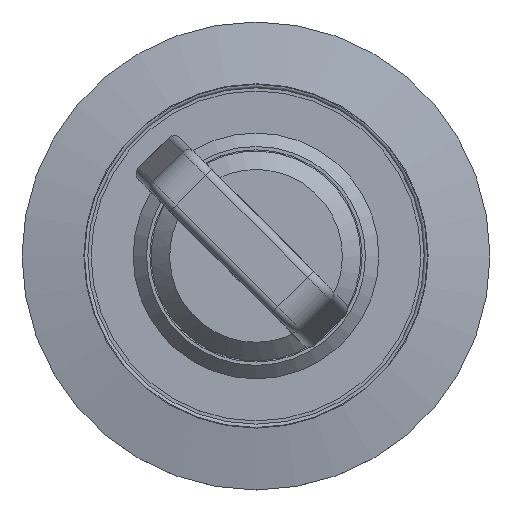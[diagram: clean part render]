
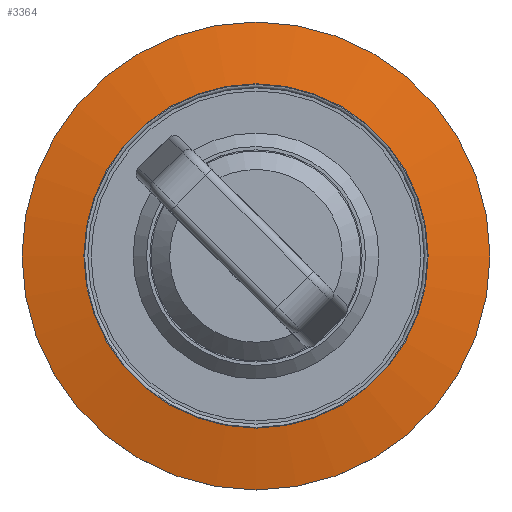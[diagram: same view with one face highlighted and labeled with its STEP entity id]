
A CAD part, top view. The second image highlights one B-rep face of the part: STEP entity #3364.
In plain terms, the highlighted conical face has half-angle 78.5 degrees and reference radius 12.107 mm.
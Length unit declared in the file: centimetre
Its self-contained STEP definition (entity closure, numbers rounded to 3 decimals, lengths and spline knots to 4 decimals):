
#62=CONICAL_SURFACE($,#3777,1.2107,78.5);
#166=FACE_BOUND($,#902,.T.);
#340=CIRCLE($,#3693,1.0264);
#379=CIRCLE($,#3778,1.395);
#651=FACE_OUTER_BOUND($,#901,.T.);
#901=EDGE_LOOP($,(#3029));
#902=EDGE_LOOP($,(#3030));
#1569=VERTEX_POINT($,#8281);
#1646=VERTEX_POINT($,#10373);
#2003=EDGE_CURVE($,#1569,#1569,#340,.T.);
#2120=EDGE_CURVE($,#1646,#1646,#379,.T.);
#3029=ORIENTED_EDGE($,*,*,#2120,.F.);
#3030=ORIENTED_EDGE($,*,*,#2003,.T.);
#3364=ADVANCED_FACE($,(#651,#166),#62,.T.);
#3693=AXIS2_PLACEMENT_3D($,#8282,#4599,#4600);
#3777=AXIS2_PLACEMENT_3D($,#10372,#4807,#4808);
#3778=AXIS2_PLACEMENT_3D($,#10374,#4809,#4810);
#4599=DIRECTION('center_axis',(0.,0.,
-1.));
#4600=DIRECTION('ref_axis',(0.,1.,0.));
#4807=DIRECTION('center_axis',(0.,0.,
-1.));
#4808=DIRECTION('ref_axis',(0.,1.,0.));
#4809=DIRECTION('center_axis',(0.,0.,
-1.));
#4810=DIRECTION('ref_axis',(0.,1.,0.));
#8281=CARTESIAN_POINT('',(0.,1.0264,2.63));
#8282=CARTESIAN_POINT('Origin',(0.,0.,
2.63));
#10372=CARTESIAN_POINT('Origin',(0.,0.,
2.5925));
#10373=CARTESIAN_POINT('',(0.,1.395,2.555));
#10374=CARTESIAN_POINT('Origin',(0.,0.,
2.555));
